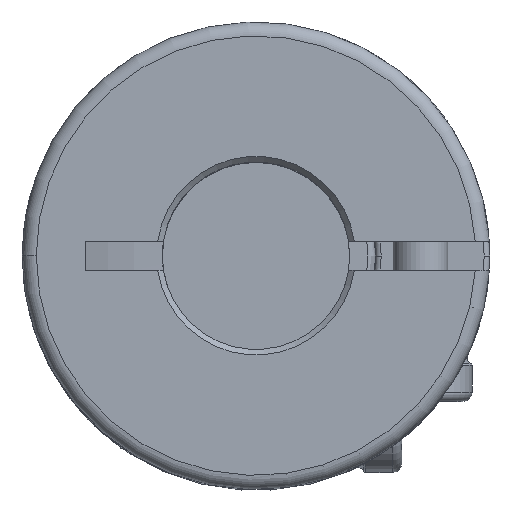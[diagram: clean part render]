
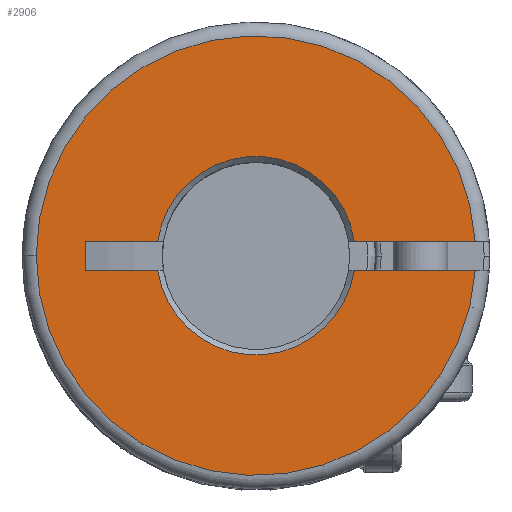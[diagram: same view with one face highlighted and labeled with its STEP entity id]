
A CAD part, top view. The second image highlights one B-rep face of the part: STEP entity #2906.
In plain terms, the highlighted planar face has unit normal (0, 0, 1).
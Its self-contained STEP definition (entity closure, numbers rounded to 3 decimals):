
#99 = DIRECTION ( 'NONE',  ( -1., 0., 0. ) ) ;
#593 = VECTOR ( 'NONE', #823, 1000. ) ;
#721 = EDGE_CURVE ( 'NONE', #6428, #5868, #7152, .T. ) ;
#743 = DIRECTION ( 'NONE',  ( 0., 0., -1. ) ) ;
#823 = DIRECTION ( 'NONE',  ( 1., 0., 0. ) ) ;
#924 = DIRECTION ( 'NONE',  ( -1., 0., 0. ) ) ;
#1032 = FACE_OUTER_BOUND ( 'NONE', #3517, .T. ) ;
#1281 = CARTESIAN_POINT ( 'NONE',  ( 0., 0., 30.4 ) ) ;
#1334 = CARTESIAN_POINT ( 'NONE',  ( 5.243, 0.775, 30.4 ) ) ;
#1654 = LINE ( 'NONE', #4677, #3595 ) ;
#1656 = ORIENTED_EDGE ( 'NONE', *, *, #5390, .F. ) ;
#1671 = DIRECTION ( 'NONE',  ( -1., 0., 0. ) ) ;
#1824 = DIRECTION ( 'NONE',  ( 0., 0., -1. ) ) ;
#1915 = CARTESIAN_POINT ( 'NONE',  ( -5.243, 0.775, 30.4 ) ) ;
#1943 = VERTEX_POINT ( 'NONE', #6106 ) ;
#2062 = VERTEX_POINT ( 'NONE', #1915 ) ;
#2135 = ORIENTED_EDGE ( 'NONE', *, *, #9104, .T. ) ;
#2399 = CARTESIAN_POINT ( 'NONE',  ( 6.686, 0.775, 30.4 ) ) ;
#2421 = ORIENTED_EDGE ( 'NONE', *, *, #8573, .T. ) ;
#2443 = VERTEX_POINT ( 'NONE', #2635 ) ;
#2484 = CARTESIAN_POINT ( 'NONE',  ( -9.1, 0., 30.4 ) ) ;
#2572 = VECTOR ( 'NONE', #7364, 1000. ) ;
#2635 = CARTESIAN_POINT ( 'NONE',  ( 11.699, -0.775, 30.4 ) ) ;
#2754 = VERTEX_POINT ( 'NONE', #5730 ) ;
#2906 = ADVANCED_FACE ( 'NONE', ( #1032 ), #7435, .F. ) ;
#3093 = DIRECTION ( 'NONE',  ( 0., 0., 1. ) ) ;
#3178 = EDGE_CURVE ( 'NONE', #6011, #2062, #9615, .T. ) ;
#3200 = LINE ( 'NONE', #2399, #593 ) ;
#3237 = DIRECTION ( 'NONE',  ( 0., 1., 0. ) ) ;
#3263 = CARTESIAN_POINT ( 'NONE',  ( -5.243, -0.775, 30.4 ) ) ;
#3379 = CIRCLE ( 'NONE', #8916, 5.3 ) ;
#3517 = EDGE_LOOP ( 'NONE', ( #6423, #7963, #1656, #8104, #2135, #8901, #3814, #6919, #2421 ) ) ;
#3595 = VECTOR ( 'NONE', #924, 1000. ) ;
#3814 = ORIENTED_EDGE ( 'NONE', *, *, #6639, .T. ) ;
#3864 = LINE ( 'NONE', #3914, #8138 ) ;
#3914 = CARTESIAN_POINT ( 'NONE',  ( 6.686, -0.775, 30.4 ) ) ;
#4677 = CARTESIAN_POINT ( 'NONE',  ( 6.686, -0.775, 30.4 ) ) ;
#4775 = DIRECTION ( 'NONE',  ( -1., 0., 0. ) ) ;
#5045 = CARTESIAN_POINT ( 'NONE',  ( 0., 0., 30.4 ) ) ;
#5123 = AXIS2_PLACEMENT_3D ( 'NONE', #7682, #743, #99 ) ;
#5240 = VERTEX_POINT ( 'NONE', #7518 ) ;
#5356 = EDGE_CURVE ( 'NONE', #6011, #2754, #3200, .T. ) ;
#5390 = EDGE_CURVE ( 'NONE', #1943, #2754, #6935, .T. ) ;
#5473 = AXIS2_PLACEMENT_3D ( 'NONE', #5045, #1824, #5791 ) ;
#5730 = CARTESIAN_POINT ( 'NONE',  ( 11.699, 0.775, 30.4 ) ) ;
#5791 = DIRECTION ( 'NONE',  ( -1., 0., 0. ) ) ;
#5868 = VERTEX_POINT ( 'NONE', #7007 ) ;
#6011 = VERTEX_POINT ( 'NONE', #1334 ) ;
#6082 = CARTESIAN_POINT ( 'NONE',  ( 0., 0., 30.4 ) ) ;
#6106 = CARTESIAN_POINT ( 'NONE',  ( -11.725, 0., 30.4 ) ) ;
#6139 = AXIS2_PLACEMENT_3D ( 'NONE', #9332, #3093, #9141 ) ;
#6423 = ORIENTED_EDGE ( 'NONE', *, *, #3178, .F. ) ;
#6428 = VERTEX_POINT ( 'NONE', #6729 ) ;
#6639 = EDGE_CURVE ( 'NONE', #9210, #6428, #1654, .T. ) ;
#6667 = LINE ( 'NONE', #9676, #2572 ) ;
#6729 = CARTESIAN_POINT ( 'NONE',  ( -9.1, -0.775, 30.4 ) ) ;
#6919 = ORIENTED_EDGE ( 'NONE', *, *, #721, .T. ) ;
#6935 = CIRCLE ( 'NONE', #7092, 11.725 ) ;
#7007 = CARTESIAN_POINT ( 'NONE',  ( -9.1, 0.775, 30.4 ) ) ;
#7092 = AXIS2_PLACEMENT_3D ( 'NONE', #6082, #8739, #4775 ) ;
#7152 = LINE ( 'NONE', #2484, #7617 ) ;
#7364 = DIRECTION ( 'NONE',  ( 1., 0., 0. ) ) ;
#7435 = PLANE ( 'NONE',  #5473 ) ;
#7518 = CARTESIAN_POINT ( 'NONE',  ( 5.243, -0.775, 30.4 ) ) ;
#7617 = VECTOR ( 'NONE', #3237, 1000. ) ;
#7682 = CARTESIAN_POINT ( 'NONE',  ( 0., 0., 30.4 ) ) ;
#7963 = ORIENTED_EDGE ( 'NONE', *, *, #5356, .T. ) ;
#8104 = ORIENTED_EDGE ( 'NONE', *, *, #9107, .F. ) ;
#8138 = VECTOR ( 'NONE', #8322, 1000. ) ;
#8322 = DIRECTION ( 'NONE',  ( -1., 0., 0. ) ) ;
#8471 = DIRECTION ( 'NONE',  ( 0., 0., 1. ) ) ;
#8573 = EDGE_CURVE ( 'NONE', #5868, #2062, #6667, .T. ) ;
#8739 = DIRECTION ( 'NONE',  ( 0., 0., -1. ) ) ;
#8901 = ORIENTED_EDGE ( 'NONE', *, *, #9041, .F. ) ;
#8916 = AXIS2_PLACEMENT_3D ( 'NONE', #1281, #8471, #1671 ) ;
#9041 = EDGE_CURVE ( 'NONE', #9210, #5240, #3379, .T. ) ;
#9104 = EDGE_CURVE ( 'NONE', #2443, #5240, #3864, .T. ) ;
#9107 = EDGE_CURVE ( 'NONE', #2443, #1943, #9557, .T. ) ;
#9141 = DIRECTION ( 'NONE',  ( -1., 0., 0. ) ) ;
#9210 = VERTEX_POINT ( 'NONE', #3263 ) ;
#9332 = CARTESIAN_POINT ( 'NONE',  ( 0., 0., 30.4 ) ) ;
#9557 = CIRCLE ( 'NONE', #5123, 11.725 ) ;
#9615 = CIRCLE ( 'NONE', #6139, 5.3 ) ;
#9676 = CARTESIAN_POINT ( 'NONE',  ( 6.686, 0.775, 30.4 ) ) ;
